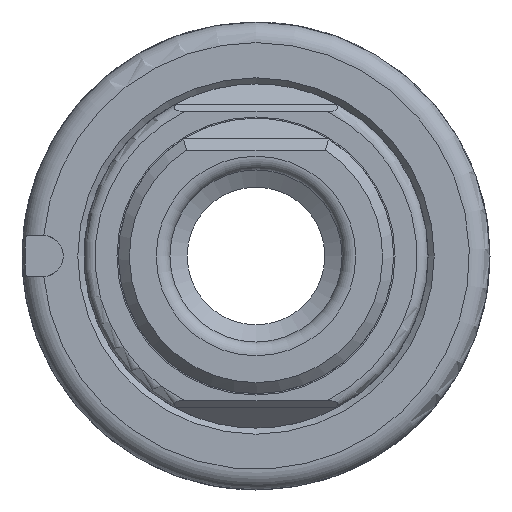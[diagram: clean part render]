
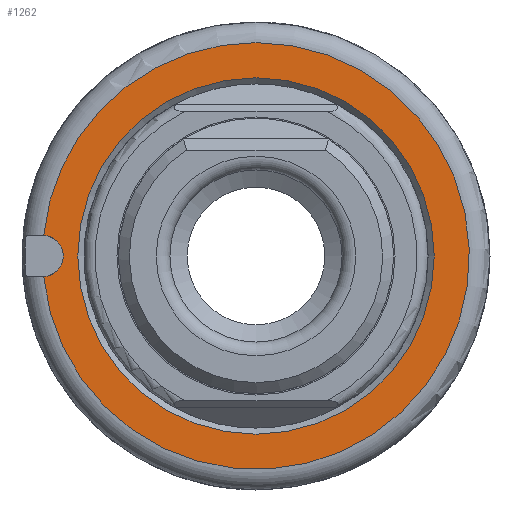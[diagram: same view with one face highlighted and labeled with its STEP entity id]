
A CAD part, left-side view. The second image highlights one B-rep face of the part: STEP entity #1262.
In plain terms, the highlighted planar face has unit normal (-1, 0, 0).
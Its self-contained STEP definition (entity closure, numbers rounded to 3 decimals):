
#81=FACE_BOUND('',#289,.T.);
#113=PLANE('',#1485);
#210=FACE_OUTER_BOUND('',#288,.T.);
#288=EDGE_LOOP('',(#1149,#1150,#1151));
#289=EDGE_LOOP('',(#1152));
#456=CIRCLE('',#1411,1.5);
#460=CIRCLE('',#1416,15.5);
#461=CIRCLE('',#1417,15.5);
#481=CIRCLE('',#1469,12.95);
#556=VERTEX_POINT('',#2235);
#557=VERTEX_POINT('',#2240);
#560=VERTEX_POINT('',#2253);
#604=VERTEX_POINT('',#2517);
#709=EDGE_CURVE('',#557,#556,#456,.T.);
#714=EDGE_CURVE('',#560,#556,#460,.T.);
#715=EDGE_CURVE('',#557,#560,#461,.T.);
#783=EDGE_CURVE('',#604,#604,#481,.T.);
#1149=ORIENTED_EDGE('',*,*,#709,.T.);
#1150=ORIENTED_EDGE('',*,*,#714,.F.);
#1151=ORIENTED_EDGE('',*,*,#715,.F.);
#1152=ORIENTED_EDGE('',*,*,#783,.T.);
#1262=ADVANCED_FACE('',(#210,#81),#113,.T.);
#1411=AXIS2_PLACEMENT_3D('',#2241,#1691,#1692);
#1416=AXIS2_PLACEMENT_3D('',#2255,#1701,#1702);
#1417=AXIS2_PLACEMENT_3D('',#2256,#1703,#1704);
#1469=AXIS2_PLACEMENT_3D('',#2518,#1828,#1829);
#1485=AXIS2_PLACEMENT_3D('',#2548,#1866,#1867);
#1691=DIRECTION('center_axis',(1.,0.,0.));
#1692=DIRECTION('ref_axis',(0.,0.,-1.));
#1701=DIRECTION('center_axis',(1.,0.,0.));
#1702=DIRECTION('ref_axis',(0.,-1.,0.));
#1703=DIRECTION('center_axis',(1.,0.,0.));
#1704=DIRECTION('ref_axis',(0.,-1.,0.));
#1828=DIRECTION('center_axis',(1.,0.,0.));
#1829=DIRECTION('ref_axis',(0.,0.,1.));
#1866=DIRECTION('center_axis',(-1.,0.,0.));
#1867=DIRECTION('ref_axis',(0.,0.,1.));
#2235=CARTESIAN_POINT('',(0.,15.427,-1.498));
#2240=CARTESIAN_POINT('',(0.,15.427,1.498));
#2241=CARTESIAN_POINT('Origin',(0.,15.5,0.));
#2253=CARTESIAN_POINT('',(0.,0.,15.5));
#2255=CARTESIAN_POINT('Origin',(0.,0.,
0.));
#2256=CARTESIAN_POINT('Origin',(0.,0.,
0.));
#2517=CARTESIAN_POINT('',(0.,0.,-12.95));
#2518=CARTESIAN_POINT('Origin',(0.,0.,
0.));
#2548=CARTESIAN_POINT('Origin',(0.,17.,0.));
